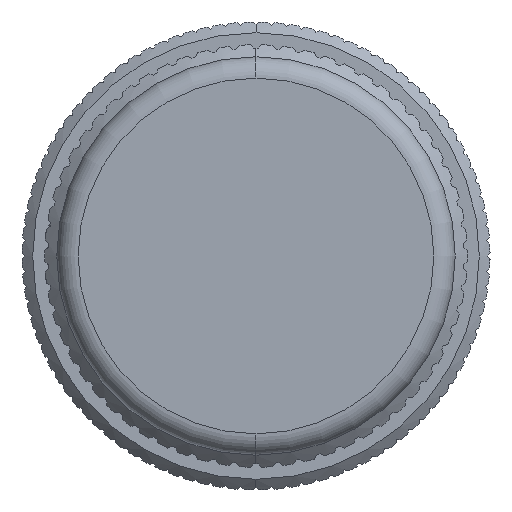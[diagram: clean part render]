
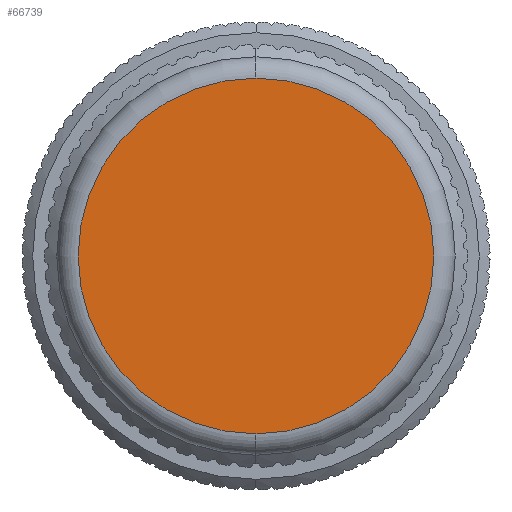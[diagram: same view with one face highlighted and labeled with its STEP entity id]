
A CAD part, left-side view. The second image highlights one B-rep face of the part: STEP entity #66739.
In plain terms, the highlighted planar face has unit normal (-1, 0, 0).
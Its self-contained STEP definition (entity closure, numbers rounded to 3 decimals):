
#177 = CIRCLE ( 'NONE', #12592, 13.3 ) ;
#12592 = AXIS2_PLACEMENT_3D ( 'NONE', #69587, #76031, #51949 ) ;
#13524 = CARTESIAN_POINT ( 'NONE',  ( -31.07, 0., -13.3 ) ) ;
#16371 = AXIS2_PLACEMENT_3D ( 'NONE', #69086, #51213, #75029 ) ;
#17259 = EDGE_CURVE ( 'NONE', #37012, #63759, #69005, .T. ) ;
#21045 = ORIENTED_EDGE ( 'NONE', *, *, #17259, .T. ) ;
#21160 = EDGE_CURVE ( 'NONE', #63759, #37012, #177, .T. ) ;
#25711 = FACE_OUTER_BOUND ( 'NONE', #56843, .T. ) ;
#30750 = CARTESIAN_POINT ( 'NONE',  ( -31.07, 0., 13.3 ) ) ;
#37012 = VERTEX_POINT ( 'NONE', #13524 ) ;
#51213 = DIRECTION ( 'NONE',  ( -1., 0., 0. ) ) ;
#51949 = DIRECTION ( 'NONE',  ( 0., 0., -1. ) ) ;
#56798 = CARTESIAN_POINT ( 'NONE',  ( -31.07, 0., 0. ) ) ;
#56843 = EDGE_LOOP ( 'NONE', ( #21045, #73056 ) ) ;
#57059 = DIRECTION ( 'NONE',  ( 0., 0., -1. ) ) ;
#63759 = VERTEX_POINT ( 'NONE', #30750 ) ;
#66739 = ADVANCED_FACE ( 'NONE', ( #25711 ), #68308, .F. ) ;
#68308 = PLANE ( 'NONE',  #71942 ) ;
#69005 = CIRCLE ( 'NONE', #16371, 13.3 ) ;
#69086 = CARTESIAN_POINT ( 'NONE',  ( -31.07, 0., 0. ) ) ;
#69587 = CARTESIAN_POINT ( 'NONE',  ( -31.07, 0., 0. ) ) ;
#71942 = AXIS2_PLACEMENT_3D ( 'NONE', #56798, #73983, #57059 ) ;
#73056 = ORIENTED_EDGE ( 'NONE', *, *, #21160, .T. ) ;
#73983 = DIRECTION ( 'NONE',  ( 1., 0., 0. ) ) ;
#75029 = DIRECTION ( 'NONE',  ( 0., 0., -1. ) ) ;
#76031 = DIRECTION ( 'NONE',  ( -1., 0., 0. ) ) ;
